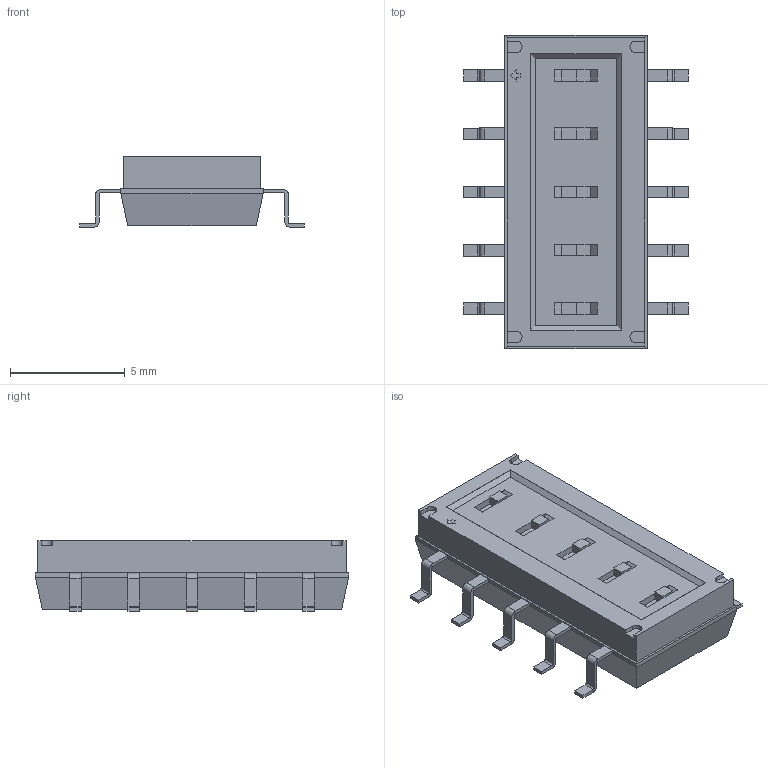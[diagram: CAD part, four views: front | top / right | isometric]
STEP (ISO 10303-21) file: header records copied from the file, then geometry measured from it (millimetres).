
FILE_DESCRIPTION(/* description */ ('model of SW_DIP_SPSTx05_Slide_Omron_A6S-510x_W8.9mm_P2.54mm'),/* implementation_level */ '2;1');
FILE_NAME(/* name */ 'SW_DIP_SPSTx05_Slide_Omron_A6S-510x_W8.9mm_P2.54mm.step',/* time_stamp */ '2018-12-27T15:13:01',/* author */ ('Terje Io','https://github.com/terjeio'),/* organization */ ('FreeCAD'),/* preprocessor_version */ 'OCC',/* originating_system */ 'kicad StepUp',/* authorisation */ '');
FILE_SCHEMA(('AUTOMOTIVE_DESIGN { 1 0 10303 214 1 1 1 1 }'));
Length unit declared in the file: millimetre
Products named in the file (1): SW_DIP_SPSTx05_Slide_Omron_A6S_510x_W89mm_P254mm
Bounding box: 9.8 x 13.64 x 3.08 mm (x, y, z)
Volume: 232.7 mm3; surface area: 326.1 mm2
Topology: 1 solids, 1 shells, 239 faces, 631 edges, 411 vertices
Faces by surface type: plane 187, cylinder 44, bspline 8
Entity records: 4851 total; most frequent: ORIENTED_EDGE 1007, EDGE_CURVE 631, CARTESIAN_POINT 620, LINE 473, VERTEX_POINT 411, AXIS2_PLACEMENT_3D 283, FACE_BOUND 256, EDGE_LOOP 256
